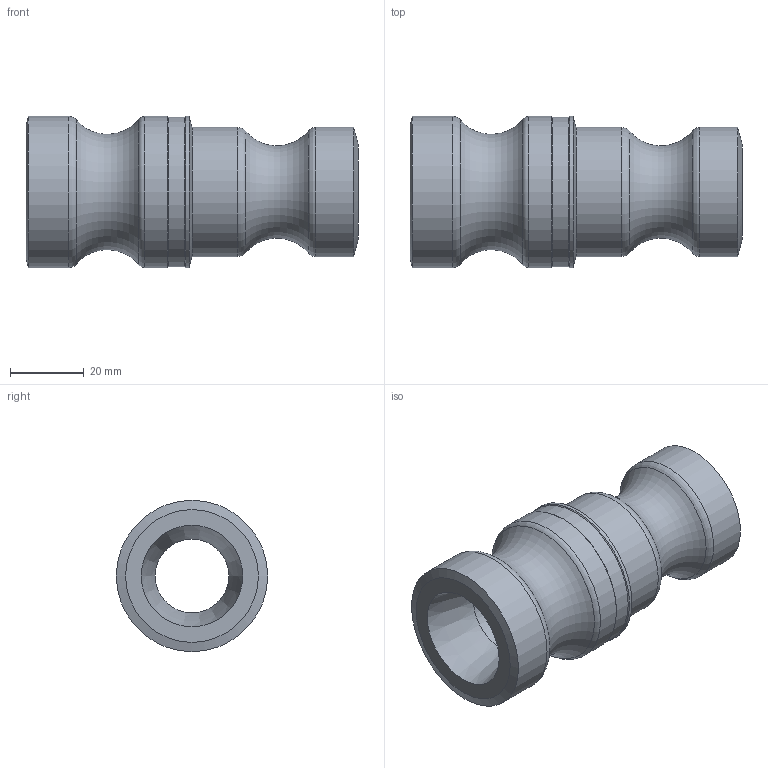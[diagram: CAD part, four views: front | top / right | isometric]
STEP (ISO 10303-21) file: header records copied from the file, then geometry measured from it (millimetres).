
FILE_DESCRIPTION(/* description */ ('SYSTEMREDUZIERSTECKER'),/* implementation_level */ '2;1');
FILE_NAME(/* name */ 'vr_x25_25.stp',/* time_stamp */ '2020-04-21T07:35:27+02:00',/* author */ ('ertl'),/* organization */ (''),/* preprocessor_version */ 'ST-DEVELOPER v17',/* originating_system */ 'Autodesk Inventor 2018',/* authorisation */ '58388,87 mm^3');
FILE_SCHEMA (('AUTOMOTIVE_DESIGN { 1 0 10303 214 3 1 1 }'));
Length unit declared in the file: millimetre
Products named in the file (1): 20051218B0000015-00
Bounding box: 90 x 41 x 41 mm (x, y, z)
Volume: 58248.5 mm3; surface area: 17876 mm2
Topology: 1 solids, 1 shells, 22 faces, 67 edges, 47 vertices
Faces by surface type: cylinder 7, cone 7, torus 6, plane 2
Full cylindrical faces by diameter (mm): 20 x1, 35 x2, 40.5 x1, 41 x3
Entity records: 872 total; most frequent: DIRECTION 166, CARTESIAN_POINT 137, ORIENTED_EDGE 134, AXIS2_PLACEMENT_3D 76, EDGE_CURVE 67, CIRCLE 53, VERTEX_POINT 47, EDGE_LOOP 24
